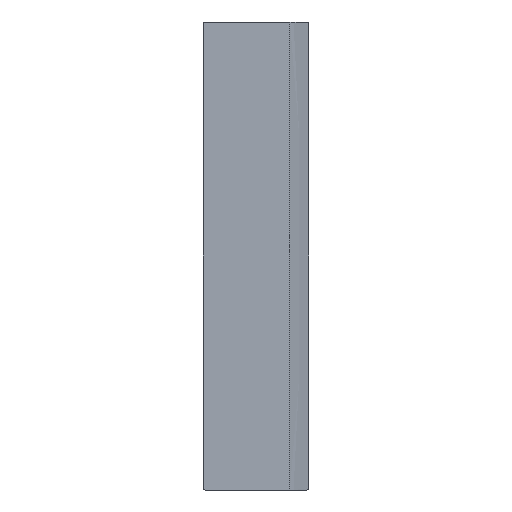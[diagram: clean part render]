
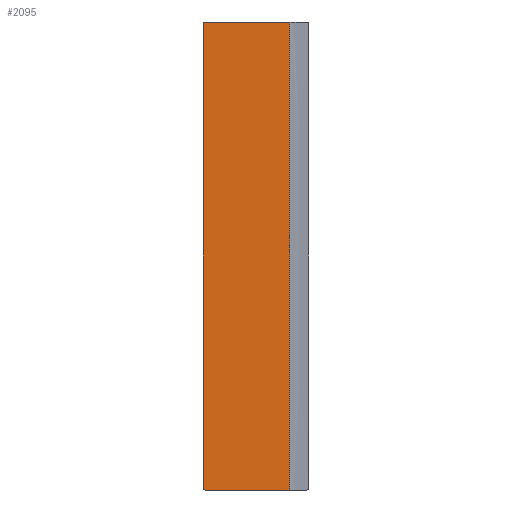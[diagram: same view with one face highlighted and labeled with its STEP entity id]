
A CAD part, left-side view. The second image highlights one B-rep face of the part: STEP entity #2095.
In plain terms, the highlighted planar face has unit normal (-1, 0, 0).
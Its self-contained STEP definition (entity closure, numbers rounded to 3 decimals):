
#13=DIRECTION('',(0.,-1.,0.));
#14=VECTOR('',#13,22.5);
#15=CARTESIAN_POINT('',(-2.5,13.5,-62.));
#16=LINE('',#15,#14);
#46=DIRECTION('',(0.,0.,1.));
#47=VECTOR('',#46,124.);
#48=CARTESIAN_POINT('',(-2.5,-9.,-62.));
#49=LINE('',#48,#47);
#73=DIRECTION('',(0.,-1.,0.));
#74=VECTOR('',#73,22.5);
#75=CARTESIAN_POINT('',(-2.5,13.5,62.));
#76=LINE('',#75,#74);
#82=CARTESIAN_POINT('',(-2.5,13.5,61.5));
#83=DIRECTION('',(-1.,0.,0.));
#84=DIRECTION('',(0.,0.,1.));
#85=AXIS2_PLACEMENT_3D('',#82,#83,#84);
#87=CARTESIAN_POINT('',(-2.5,13.5,-61.5));
#88=DIRECTION('',(-1.,0.,0.));
#89=DIRECTION('',(0.,1.,0.));
#90=AXIS2_PLACEMENT_3D('',#87,#88,#89);
#92=DIRECTION('',(0.,0.,1.));
#93=VECTOR('',#92,123.);
#94=CARTESIAN_POINT('',(-2.5,14.,-61.5));
#95=LINE('',#94,#93);
#1505=CARTESIAN_POINT('',(-2.5,-9.,-62.));
#1506=CARTESIAN_POINT('',(-2.5,-9.,62.));
#1507=VERTEX_POINT('',#1505);
#1508=VERTEX_POINT('',#1506);
#1913=CARTESIAN_POINT('',(-2.5,13.5,62.));
#1914=CARTESIAN_POINT('',(-2.5,14.,61.5));
#1915=VERTEX_POINT('',#1913);
#1916=VERTEX_POINT('',#1914);
#1939=CARTESIAN_POINT('',(-2.5,14.,-61.5));
#1940=CARTESIAN_POINT('',(-2.5,13.5,-62.));
#1941=VERTEX_POINT('',#1939);
#1942=VERTEX_POINT('',#1940);
#2080=CARTESIAN_POINT('',(-2.5,14.,-62.));
#2081=DIRECTION('',(-1.,0.,0.));
#2082=DIRECTION('',(0.,-1.,0.));
#2083=AXIS2_PLACEMENT_3D('',#2080,#2081,#2082);
#2084=PLANE('',#2083);
#2085=ORIENTED_EDGE('',*,*,#2070,.F.);
#2086=ORIENTED_EDGE('',*,*,#2060,.T.);
#2087=ORIENTED_EDGE('',*,*,#2027,.F.);
#2088=ORIENTED_EDGE('',*,*,#1988,.F.);
#2090=ORIENTED_EDGE('',*,*,#2089,.F.);
#2092=ORIENTED_EDGE('',*,*,#2091,.T.);
#2093=EDGE_LOOP('',(#2085,#2086,#2087,#2088,#2090,#2092));
#2094=FACE_OUTER_BOUND('',#2093,.F.);
#2095=ADVANCED_FACE('',(#2094),#2084,.T.);
#86=CIRCLE('',#85,0.5);
#91=CIRCLE('',#90,0.5);
#1988=EDGE_CURVE('',#1942,#1507,#16,.T.);
#2027=EDGE_CURVE('',#1507,#1508,#49,.T.);
#2060=EDGE_CURVE('',#1915,#1508,#76,.T.);
#2070=EDGE_CURVE('',#1915,#1916,#86,.T.);
#2089=EDGE_CURVE('',#1941,#1942,#91,.T.);
#2091=EDGE_CURVE('',#1941,#1916,#95,.T.);
